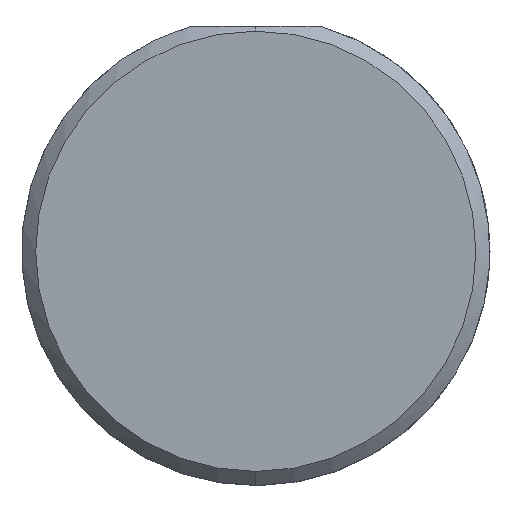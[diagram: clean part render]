
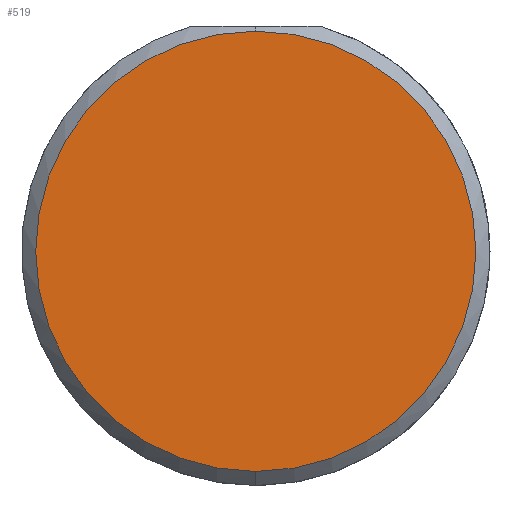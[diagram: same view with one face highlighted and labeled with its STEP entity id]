
A CAD part, left-side view. The second image highlights one B-rep face of the part: STEP entity #519.
In plain terms, the highlighted planar face has unit normal (-1, 0, 0).
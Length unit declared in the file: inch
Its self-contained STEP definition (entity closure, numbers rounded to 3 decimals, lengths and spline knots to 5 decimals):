
#5 = CIRCLE ( 'NONE', #404, 0.23485 ) ;
#8 = EDGE_CURVE ( 'NONE', #24, #102, #738, .T. ) ;
#24 = VERTEX_POINT ( 'NONE', #51 ) ;
#45 = CARTESIAN_POINT ( 'NONE',  ( 0., 0., 0. ) ) ;
#51 = CARTESIAN_POINT ( 'NONE',  ( 0., 0., -0.23485 ) ) ;
#102 = VERTEX_POINT ( 'NONE', #326 ) ;
#114 = FACE_OUTER_BOUND ( 'NONE', #346, .T. ) ;
#143 = AXIS2_PLACEMENT_3D ( 'NONE', #283, #229, #477 ) ;
#144 = DIRECTION ( 'NONE',  ( -1., 0., 0. ) ) ;
#229 = DIRECTION ( 'NONE',  ( 1., 0., 0. ) ) ;
#283 = CARTESIAN_POINT ( 'NONE',  ( 0., 0., 0. ) ) ;
#312 = DIRECTION ( 'NONE',  ( 0., 0., 1. ) ) ;
#324 = EDGE_CURVE ( 'NONE', #102, #24, #5, .T. ) ;
#326 = CARTESIAN_POINT ( 'NONE',  ( 0., 0., 0.23485 ) ) ;
#346 = EDGE_LOOP ( 'NONE', ( #472, #422 ) ) ;
#404 = AXIS2_PLACEMENT_3D ( 'NONE', #515, #144, #458 ) ;
#422 = ORIENTED_EDGE ( 'NONE', *, *, #324, .T. ) ;
#458 = DIRECTION ( 'NONE',  ( 0., 0., 1. ) ) ;
#472 = ORIENTED_EDGE ( 'NONE', *, *, #8, .T. ) ;
#477 = DIRECTION ( 'NONE',  ( 0., 0., -1. ) ) ;
#515 = CARTESIAN_POINT ( 'NONE',  ( 0., 0., 0. ) ) ;
#519 = ADVANCED_FACE ( 'NONE', ( #114 ), #610, .F. ) ;
#583 = AXIS2_PLACEMENT_3D ( 'NONE', #45, #656, #312 ) ;
#610 = PLANE ( 'NONE',  #143 ) ;
#656 = DIRECTION ( 'NONE',  ( -1., 0., 0. ) ) ;
#738 = CIRCLE ( 'NONE', #583, 0.23485 ) ;
